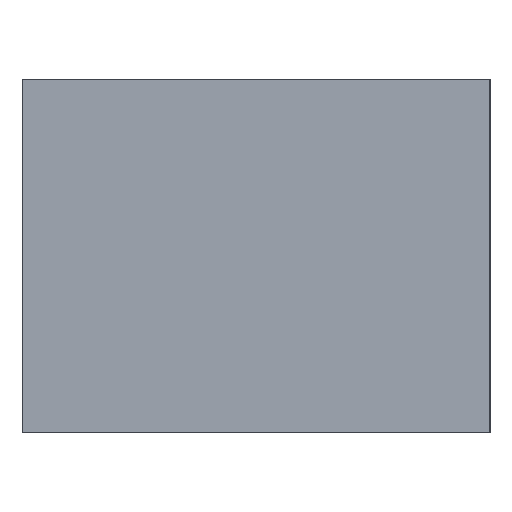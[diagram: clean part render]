
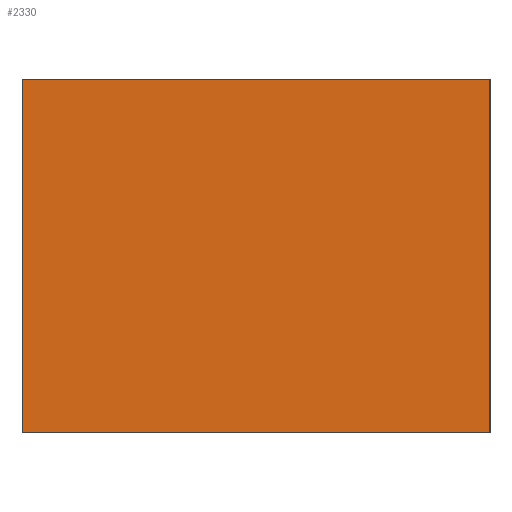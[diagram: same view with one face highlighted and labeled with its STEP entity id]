
A CAD part, left-side view. The second image highlights one B-rep face of the part: STEP entity #2330.
In plain terms, the highlighted planar face has unit normal (-1, 0, 0).
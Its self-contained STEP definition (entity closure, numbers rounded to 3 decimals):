
#167=ORIENTED_EDGE('',*,*,#657,.F.);
#168=ORIENTED_EDGE('',*,*,#658,.T.);
#169=ORIENTED_EDGE('',*,*,#659,.T.);
#170=ORIENTED_EDGE('',*,*,#660,.F.);
#171=ORIENTED_EDGE('',*,*,#661,.T.);
#172=ORIENTED_EDGE('',*,*,#615,.T.);
#173=ORIENTED_EDGE('',*,*,#662,.F.);
#174=ORIENTED_EDGE('',*,*,#663,.F.);
#615=EDGE_CURVE('',#860,#861,#1017,.T.);
#657=EDGE_CURVE('',#902,#903,#1042,.T.);
#658=EDGE_CURVE('',#902,#904,#1043,.T.);
#659=EDGE_CURVE('',#904,#905,#1044,.T.);
#660=EDGE_CURVE('',#906,#905,#1045,.T.);
#661=EDGE_CURVE('',#906,#860,#1046,.T.);
#662=EDGE_CURVE('',#907,#861,#1047,.T.);
#663=EDGE_CURVE('',#903,#907,#1048,.T.);
#860=VERTEX_POINT('',#3020);
#861=VERTEX_POINT('',#3021);
#902=VERTEX_POINT('',#3207);
#903=VERTEX_POINT('',#3208);
#904=VERTEX_POINT('',#3210);
#905=VERTEX_POINT('',#3212);
#906=VERTEX_POINT('',#3214);
#907=VERTEX_POINT('',#3217);
#1017=LINE('',#3019,#1202);
#1042=LINE('',#3206,#1227);
#1043=LINE('',#3209,#1228);
#1044=LINE('',#3211,#1229);
#1045=LINE('',#3213,#1230);
#1046=LINE('',#3215,#1231);
#1047=LINE('',#3216,#1232);
#1048=LINE('',#3218,#1233);
#1202=VECTOR('',#2548,1000.);
#1227=VECTOR('',#2581,1000.);
#1228=VECTOR('',#2582,1000.);
#1229=VECTOR('',#2583,1000.);
#1230=VECTOR('',#2584,1000.);
#1231=VECTOR('',#2585,1000.);
#1232=VECTOR('',#2586,1000.);
#1233=VECTOR('',#2587,1000.);
#1387=EDGE_LOOP('',(#167,#168,#169,#170,#171,#172,#173,#174));
#1502=FACE_BOUND('',#1387,.T.);
#1608=PLANE('',#2441);
#2330=ADVANCED_FACE('',(#1502),#1608,.F.);
#2441=AXIS2_PLACEMENT_3D('',#3205,#2579,#2580);
#2548=DIRECTION('',(0.,-1.,0.));
#2579=DIRECTION('',(1.,0.,0.));
#2580=DIRECTION('',(0.,0.,-1.));
#2581=DIRECTION('',(0.,0.,1.));
#2582=DIRECTION('',(0.,1.,0.));
#2583=DIRECTION('',(0.,0.,1.));
#2584=DIRECTION('',(0.,-1.,0.));
#2585=DIRECTION('',(0.,0.,-1.));
#2586=DIRECTION('',(0.,0.,-1.));
#2587=DIRECTION('',(0.,-1.,0.));
#3019=CARTESIAN_POINT('',(-2.05,2.05,0.));
#3020=CARTESIAN_POINT('',(-2.05,2.05,0.));
#3021=CARTESIAN_POINT('',(-2.05,-2.05,0.));
#3205=CARTESIAN_POINT('',(-2.05,2.05,3.1));
#3206=CARTESIAN_POINT('',(-2.05,-1.2,3.1));
#3207=CARTESIAN_POINT('',(-2.05,-1.2,3.1));
#3208=CARTESIAN_POINT('',(-2.05,-1.2,3.1));
#3209=CARTESIAN_POINT('',(-2.05,-1.2,3.1));
#3210=CARTESIAN_POINT('',(-2.05,1.2,3.1));
#3211=CARTESIAN_POINT('',(-2.05,1.2,3.1));
#3212=CARTESIAN_POINT('',(-2.05,1.2,3.1));
#3213=CARTESIAN_POINT('',(-2.05,2.05,3.1));
#3214=CARTESIAN_POINT('',(-2.05,2.05,3.1));
#3215=CARTESIAN_POINT('',(-2.05,2.05,3.1));
#3216=CARTESIAN_POINT('',(-2.05,-2.05,3.1));
#3217=CARTESIAN_POINT('',(-2.05,-2.05,3.1));
#3218=CARTESIAN_POINT('',(-2.05,2.05,3.1));
